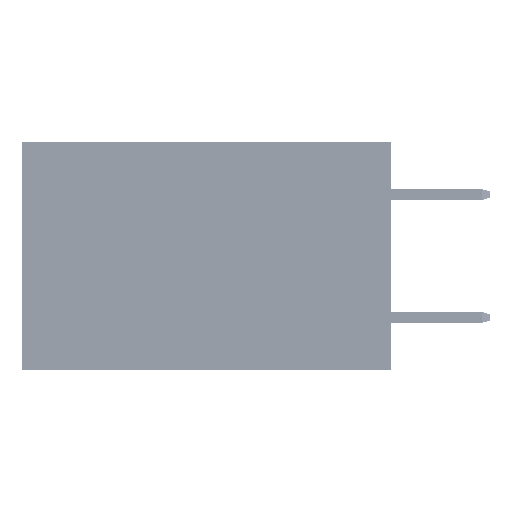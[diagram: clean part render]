
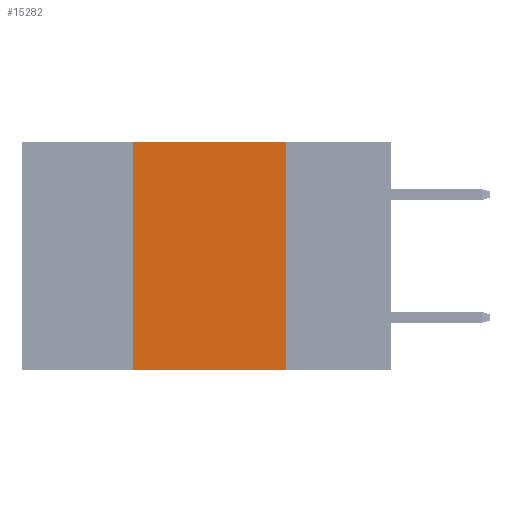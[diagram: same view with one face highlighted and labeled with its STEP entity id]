
A CAD part, left-side view. The second image highlights one B-rep face of the part: STEP entity #15282.
In plain terms, the highlighted planar face has unit normal (-1, 0, 0).
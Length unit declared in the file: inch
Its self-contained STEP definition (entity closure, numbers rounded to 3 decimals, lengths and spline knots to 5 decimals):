
#199 = VERTEX_POINT ( 'NONE', #45534 ) ;
#2837 = CARTESIAN_POINT ( 'NONE',  ( 0., 0.42, 0. ) ) ;
#2913 = CARTESIAN_POINT ( 'NONE',  ( 0., 0.17, 0. ) ) ;
#4313 = ORIENTED_EDGE ( 'NONE', *, *, #23854, .T. ) ;
#4710 = PLANE ( 'NONE',  #7560 ) ;
#7560 = AXIS2_PLACEMENT_3D ( 'NONE', #18971, #8100, #37205 ) ;
#8100 = DIRECTION ( 'NONE',  ( 1., 0., 0. ) ) ;
#8115 = EDGE_CURVE ( 'NONE', #199, #18375, #36147, .T. ) ;
#9831 = VECTOR ( 'NONE', #38217, 39.37008 ) ;
#14067 = DIRECTION ( 'NONE',  ( 0., 0., -1. ) ) ;
#15069 = CARTESIAN_POINT ( 'NONE',  ( 0., 0.42, 0. ) ) ;
#15282 = ADVANCED_FACE ( 'NONE', ( #19216 ), #4710, .F. ) ;
#15309 = LINE ( 'NONE', #15069, #28686 ) ;
#15825 = DIRECTION ( 'NONE',  ( 0., -1., 0. ) ) ;
#16115 = ORIENTED_EDGE ( 'NONE', *, *, #41415, .F. ) ;
#17127 = EDGE_CURVE ( 'NONE', #36454, #31279, #15309, .T. ) ;
#17990 = CARTESIAN_POINT ( 'NONE',  ( 0., 0.17, -0.37 ) ) ;
#18375 = VERTEX_POINT ( 'NONE', #17990 ) ;
#18971 = CARTESIAN_POINT ( 'NONE',  ( 0., 0.6, 0. ) ) ;
#19216 = FACE_OUTER_BOUND ( 'NONE', #19489, .T. ) ;
#19489 = EDGE_LOOP ( 'NONE', ( #27804, #16115, #44461, #4313 ) ) ;
#20172 = CARTESIAN_POINT ( 'NONE',  ( 0., 0.6, -0.37 ) ) ;
#20459 = CARTESIAN_POINT ( 'NONE',  ( 0., 0.6, 0. ) ) ;
#23854 = EDGE_CURVE ( 'NONE', #36454, #18375, #38159, .T. ) ;
#27804 = ORIENTED_EDGE ( 'NONE', *, *, #8115, .F. ) ;
#28686 = VECTOR ( 'NONE', #44919, 39.37008 ) ;
#31279 = VERTEX_POINT ( 'NONE', #2837 ) ;
#36147 = LINE ( 'NONE', #2913, #40094 ) ;
#36454 = VERTEX_POINT ( 'NONE', #44427 ) ;
#37205 = DIRECTION ( 'NONE',  ( 0., 0., -1. ) ) ;
#38159 = LINE ( 'NONE', #20172, #43678 ) ;
#38217 = DIRECTION ( 'NONE',  ( 0., -1., 0. ) ) ;
#40094 = VECTOR ( 'NONE', #14067, 39.37008 ) ;
#41415 = EDGE_CURVE ( 'NONE', #31279, #199, #46207, .T. ) ;
#43678 = VECTOR ( 'NONE', #15825, 39.37008 ) ;
#44427 = CARTESIAN_POINT ( 'NONE',  ( 0., 0.42, -0.37 ) ) ;
#44461 = ORIENTED_EDGE ( 'NONE', *, *, #17127, .F. ) ;
#44919 = DIRECTION ( 'NONE',  ( 0., 0., 1. ) ) ;
#45534 = CARTESIAN_POINT ( 'NONE',  ( 0., 0.17, 0. ) ) ;
#46207 = LINE ( 'NONE', #20459, #9831 ) ;
